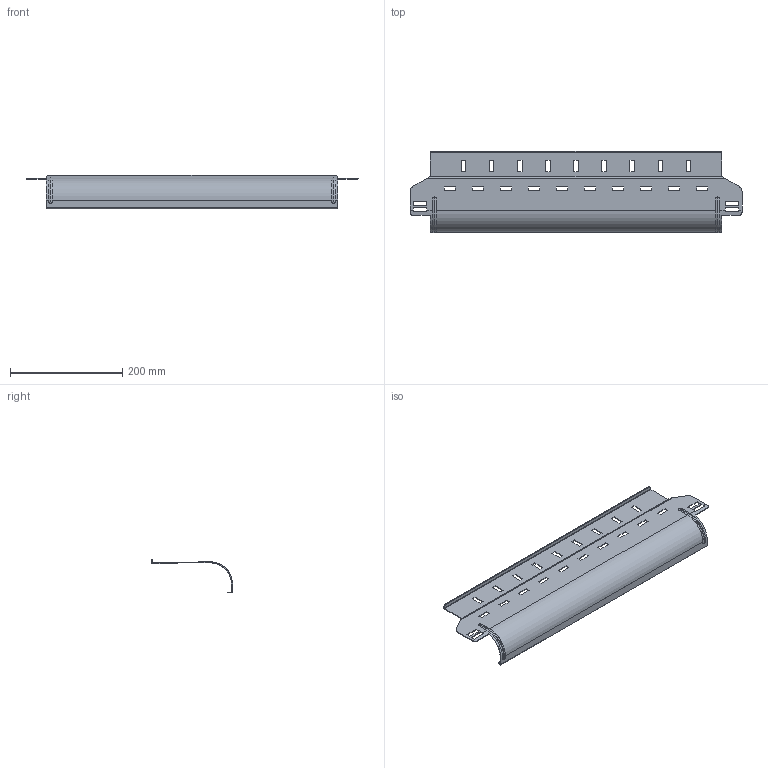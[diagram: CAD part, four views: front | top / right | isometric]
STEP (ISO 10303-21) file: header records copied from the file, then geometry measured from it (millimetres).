
FILE_DESCRIPTION(/* description */ (''),/* implementation_level */ '2;1');
FILE_NAME(/* name */ 'ZDK600.stp',/* time_stamp */ '2020-11-02T09:24:46+01:00',/* author */ ('stanislaw.luczak'),/* organization */ (''),/* preprocessor_version */ 'ST-DEVELOPER v18.1',/* originating_system */ 'Autodesk Inventor 2021',/* authorisation */ '');
FILE_SCHEMA (('AUTOMOTIVE_DESIGN { 1 0 10303 214 3 1 1 }'));
Length unit declared in the file: millimetre
Products named in the file (1): ZDK600
Bounding box: 592 x 144.8 x 60.1 mm (x, y, z)
Volume: 141778.7 mm3; surface area: 206507.4 mm2
Topology: 1 solids, 1 shells, 270 faces, 680 edges, 408 vertices
Faces by surface type: plane 160, cylinder 56, torus 24, cone 16, bspline 14
Entity records: 8821 total; most frequent: CARTESIAN_POINT 2209, ORIENTED_EDGE 1360, DIRECTION 1346, EDGE_CURVE 680, LINE 504, VECTOR 504, AXIS2_PLACEMENT_3D 421, VERTEX_POINT 408
